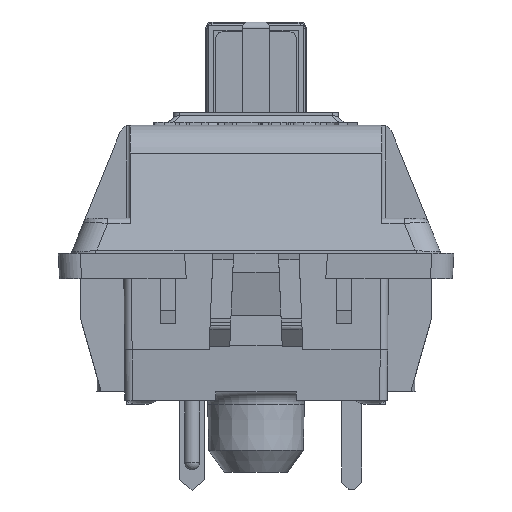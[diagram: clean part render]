
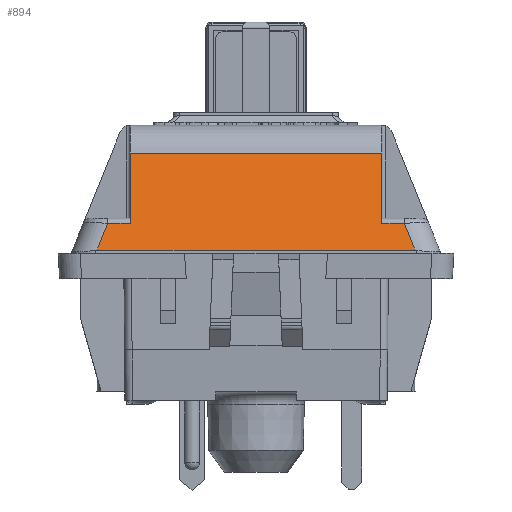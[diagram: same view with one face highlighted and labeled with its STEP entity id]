
A CAD part, left-side view. The second image highlights one B-rep face of the part: STEP entity #894.
In plain terms, the highlighted planar face has unit normal (-0.966, 0, 0.259).
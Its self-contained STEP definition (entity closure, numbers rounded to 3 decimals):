
#894=ADVANCED_FACE('',(#1942),#1483,.F.);
#1483=PLANE('',#12043);
#1942=FACE_OUTER_BOUND('',#2550,.T.);
#2550=EDGE_LOOP('',(#3607,#3608,#3609,#3610,#3611,#3612,#3613,#3614));
#3607=ORIENTED_EDGE('',*,*,#8054,.F.);
#3608=ORIENTED_EDGE('',*,*,#8048,.F.);
#3609=ORIENTED_EDGE('',*,*,#8055,.F.);
#3610=ORIENTED_EDGE('',*,*,#8056,.T.);
#3611=ORIENTED_EDGE('',*,*,#8057,.F.);
#3612=ORIENTED_EDGE('',*,*,#8058,.T.);
#3613=ORIENTED_EDGE('',*,*,#8059,.F.);
#3614=ORIENTED_EDGE('',*,*,#8060,.F.);
#6860=VERTEX_POINT('',#16527);
#6861=VERTEX_POINT('',#16528);
#6866=VERTEX_POINT('',#16564);
#6867=VERTEX_POINT('',#16566);
#6868=VERTEX_POINT('',#16568);
#6869=VERTEX_POINT('',#16570);
#6870=VERTEX_POINT('',#16572);
#6871=VERTEX_POINT('',#16574);
#8048=EDGE_CURVE('',#6860,#6861,#9658,.T.);
#8054=EDGE_CURVE('',#6861,#6866,#9660,.T.);
#8055=EDGE_CURVE('',#6867,#6860,#9661,.T.);
#8056=EDGE_CURVE('',#6867,#6868,#9662,.T.);
#8057=EDGE_CURVE('',#6869,#6868,#9663,.T.);
#8058=EDGE_CURVE('',#6869,#6870,#9664,.T.);
#8059=EDGE_CURVE('',#6871,#6870,#9665,.T.);
#8060=EDGE_CURVE('',#6866,#6871,#9666,.T.);
#9658=LINE('',#16526,#10916);
#9660=LINE('',#16563,#10918);
#9661=LINE('',#16565,#10919);
#9662=LINE('',#16567,#10920);
#9663=LINE('',#16569,#10921);
#9664=LINE('',#16571,#10922);
#9665=LINE('',#16573,#10923);
#9666=LINE('',#16575,#10924);
#10916=VECTOR('',#13303,1.);
#10918=VECTOR('',#13311,1.);
#10919=VECTOR('',#13312,1.);
#10920=VECTOR('',#13313,1.);
#10921=VECTOR('',#13314,1.);
#10922=VECTOR('',#13315,1.);
#10923=VECTOR('',#13316,1.);
#10924=VECTOR('',#13317,1.);
#12043=AXIS2_PLACEMENT_3D('',#16576,#13318,#13319);
#13303=DIRECTION('',(-0.241,-0.364,-0.9));
#13311=DIRECTION('',(0.,1.,0.));
#13312=DIRECTION('',(0.,-1.,0.));
#13313=DIRECTION('',(0.259,0.,0.966));
#13314=DIRECTION('',(0.,-1.,0.));
#13315=DIRECTION('',(-0.259,0.,-0.966));
#13316=DIRECTION('',(0.,-1.,0.));
#13317=DIRECTION('',(0.241,-0.364,0.9));
#13318=DIRECTION('',(0.966,0.,-0.259));
#13319=DIRECTION('',(-0.259,0.,-0.966));
#16526=CARTESIAN_POINT('',(42.87,-91.965,18.392));
#16527=CARTESIAN_POINT('',(42.87,-91.965,18.392));
#16528=CARTESIAN_POINT('',(42.587,-92.391,17.337));
#16563=CARTESIAN_POINT('',(42.587,-77.57,17.337));
#16564=CARTESIAN_POINT('',(42.587,-79.75,17.337));
#16565=CARTESIAN_POINT('',(42.87,-91.07,18.392));
#16566=CARTESIAN_POINT('',(42.87,-91.07,18.392));
#16567=CARTESIAN_POINT('',(43.917,-91.07,22.3));
#16568=CARTESIAN_POINT('',(43.619,-91.07,21.188));
#16569=CARTESIAN_POINT('',(43.619,-81.07,21.188));
#16570=CARTESIAN_POINT('',(43.619,-81.07,21.188));
#16571=CARTESIAN_POINT('',(43.917,-81.07,22.3));
#16572=CARTESIAN_POINT('',(42.87,-81.07,18.392));
#16573=CARTESIAN_POINT('',(42.87,-80.176,18.392));
#16574=CARTESIAN_POINT('',(42.87,-80.176,18.392));
#16575=CARTESIAN_POINT('',(42.55,-79.694,17.2));
#16576=CARTESIAN_POINT('',(43.917,-77.57,22.3));
